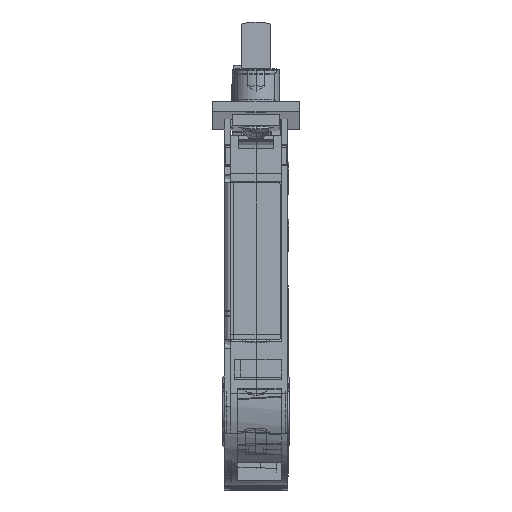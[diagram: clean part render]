
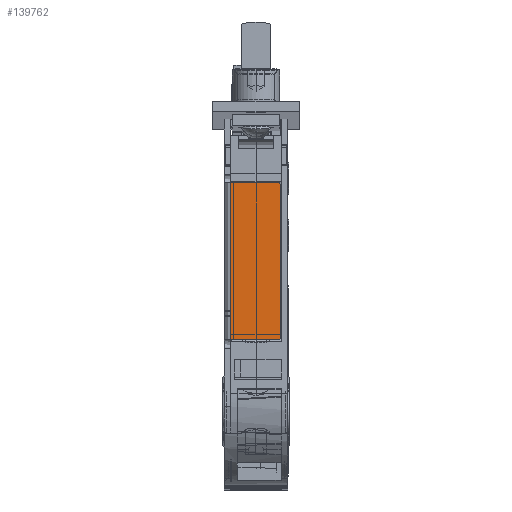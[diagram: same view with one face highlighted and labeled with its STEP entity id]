
A CAD part, top view. The second image highlights one B-rep face of the part: STEP entity #139762.
In plain terms, the highlighted planar face has unit normal (0, 0, 1).
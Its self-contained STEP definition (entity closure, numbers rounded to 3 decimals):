
#20733=DIRECTION('',(1.,0.,0.));
#20734=VECTOR('',#20733,11.);
#20735=CARTESIAN_POINT('',(-5.8,-53.6,122.));
#20736=LINE('',#20735,#20734);
#20770=CARTESIAN_POINT('',(5.2,-17.8,122.));
#20771=DIRECTION('',(0.,0.,1.));
#20772=DIRECTION('',(1.,0.,0.));
#20773=AXIS2_PLACEMENT_3D('',#20770,#20771,#20772);
#20778=CARTESIAN_POINT('',(5.2,-53.1,122.));
#20779=DIRECTION('',(0.,0.,1.));
#20780=DIRECTION('',(0.,-1.,0.));
#20781=AXIS2_PLACEMENT_3D('',#20778,#20779,#20780);
#20807=DIRECTION('',(0.,-1.,0.));
#20808=VECTOR('',#20807,35.3);
#20809=CARTESIAN_POINT('',(5.7,-17.8,122.));
#20810=LINE('',#20809,#20808);
#20814=DIRECTION('',(0.,1.,0.));
#20815=VECTOR('',#20814,36.3);
#20816=CARTESIAN_POINT('',(-5.8,-53.6,122.));
#20817=LINE('',#20816,#20815);
#20851=DIRECTION('',(-1.,0.,0.));
#20852=VECTOR('',#20851,11.);
#20853=CARTESIAN_POINT('',(5.2,-17.3,122.));
#20854=LINE('',#20853,#20852);
#109559=CARTESIAN_POINT('',(-5.8,-53.6,122.));
#109560=CARTESIAN_POINT('',(-5.8,-17.3,122.));
#109561=VERTEX_POINT('',#109559);
#109562=VERTEX_POINT('',#109560);
#112761=CARTESIAN_POINT('',(5.7,-17.8,122.));
#112762=CARTESIAN_POINT('',(5.2,-17.3,122.));
#112763=VERTEX_POINT('',#112761);
#112764=VERTEX_POINT('',#112762);
#112773=CARTESIAN_POINT('',(5.2,-53.6,122.));
#112774=VERTEX_POINT('',#112773);
#112775=CARTESIAN_POINT('',(5.7,-53.1,122.));
#112776=VERTEX_POINT('',#112775);
#139746=CARTESIAN_POINT('',(-7.3,-2.5,122.));
#139747=DIRECTION('',(0.,0.,1.));
#139748=DIRECTION('',(0.,-1.,0.));
#139749=AXIS2_PLACEMENT_3D('',#139746,#139747,#139748);
#139750=PLANE('',#139749);
#139751=ORIENTED_EDGE('',*,*,#139729,.F.);
#139753=ORIENTED_EDGE('',*,*,#139752,.T.);
#139754=ORIENTED_EDGE('',*,*,#139685,.F.);
#139755=ORIENTED_EDGE('',*,*,#139665,.F.);
#139757=ORIENTED_EDGE('',*,*,#139756,.T.);
#139759=ORIENTED_EDGE('',*,*,#139758,.F.);
#139760=EDGE_LOOP('',(#139751,#139753,#139754,#139755,#139757,#139759));
#139761=FACE_OUTER_BOUND('',#139760,.F.);
#20774=CIRCLE('',#20773,0.5);
#20782=CIRCLE('',#20781,0.5);
#139665=EDGE_CURVE('',#109561,#112774,#20736,.T.);
#139685=EDGE_CURVE('',#112774,#112776,#20782,.T.);
#139729=EDGE_CURVE('',#112763,#112764,#20774,.T.);
#139752=EDGE_CURVE('',#112763,#112776,#20810,.T.);
#139756=EDGE_CURVE('',#109561,#109562,#20817,.T.);
#139758=EDGE_CURVE('',#112764,#109562,#20854,.T.);
#139762=ADVANCED_FACE('',(#139761),#139750,.T.);
